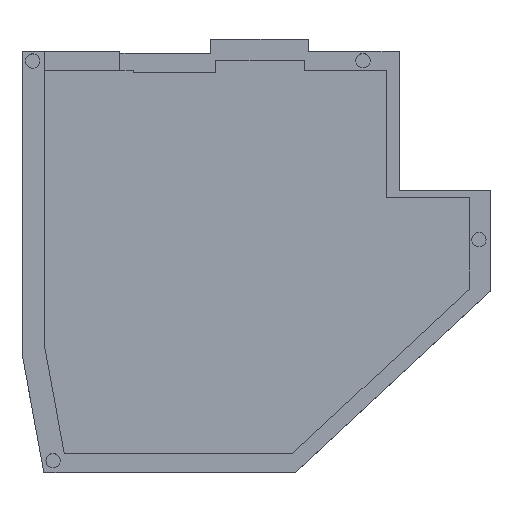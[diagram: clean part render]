
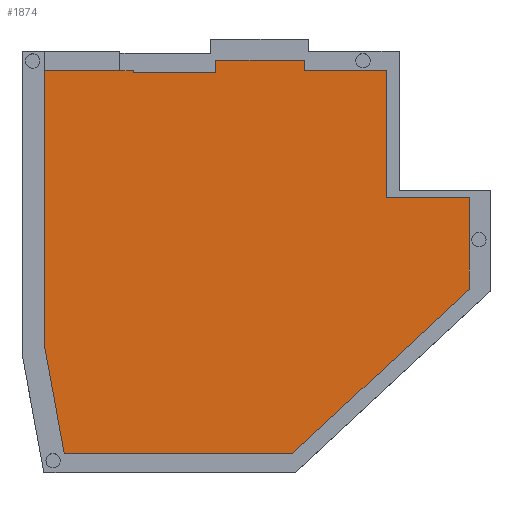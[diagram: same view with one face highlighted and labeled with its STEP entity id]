
A CAD part, top view. The second image highlights one B-rep face of the part: STEP entity #1874.
In plain terms, the highlighted planar face has unit normal (0, 0, 1).
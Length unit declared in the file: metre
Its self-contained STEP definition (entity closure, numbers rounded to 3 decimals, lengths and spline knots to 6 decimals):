
#108=LINE('',#2661,#362);
#113=LINE('',#2670,#367);
#219=LINE('',#2881,#473);
#222=LINE('',#2887,#476);
#224=LINE('',#2891,#478);
#226=LINE('',#2895,#480);
#228=LINE('',#2899,#482);
#230=LINE('',#2903,#484);
#232=LINE('',#2907,#486);
#234=LINE('',#2911,#488);
#236=LINE('',#2915,#490);
#238=LINE('',#2919,#492);
#239=LINE('',#2921,#493);
#241=LINE('',#2925,#495);
#243=LINE('',#2929,#497);
#245=LINE('',#2933,#499);
#247=LINE('',#2937,#501);
#249=LINE('',#2941,#503);
#251=LINE('',#2945,#505);
#253=LINE('',#2949,#507);
#255=LINE('',#2953,#509);
#257=LINE('',#2957,#511);
#259=LINE('',#2961,#513);
#261=LINE('',#2965,#515);
#263=LINE('',#2969,#517);
#265=LINE('',#2973,#519);
#362=VECTOR('',#2115,1.);
#367=VECTOR('',#2122,1.);
#473=VECTOR('',#2334,1.);
#476=VECTOR('',#2339,1.);
#478=VECTOR('',#2343,1.);
#480=VECTOR('',#2347,1.);
#482=VECTOR('',#2351,1.);
#484=VECTOR('',#2355,1.);
#486=VECTOR('',#2359,1.);
#488=VECTOR('',#2363,1.);
#490=VECTOR('',#2367,1.);
#492=VECTOR('',#2371,1.);
#493=VECTOR('',#2374,1.);
#495=VECTOR('',#2378,1.);
#497=VECTOR('',#2382,1.);
#499=VECTOR('',#2386,1.);
#501=VECTOR('',#2390,1.);
#503=VECTOR('',#2394,1.);
#505=VECTOR('',#2398,1.);
#507=VECTOR('',#2402,1.);
#509=VECTOR('',#2406,1.);
#511=VECTOR('',#2410,1.);
#513=VECTOR('',#2414,1.);
#515=VECTOR('',#2418,1.);
#517=VECTOR('',#2422,1.);
#519=VECTOR('',#2426,1.);
#988=ORIENTED_EDGE('',*,*,#1255,.T.);
#989=ORIENTED_EDGE('',*,*,#1258,.T.);
#990=ORIENTED_EDGE('',*,*,#1260,.T.);
#991=ORIENTED_EDGE('',*,*,#1262,.T.);
#992=ORIENTED_EDGE('',*,*,#1264,.T.);
#993=ORIENTED_EDGE('',*,*,#1266,.T.);
#994=ORIENTED_EDGE('',*,*,#1268,.T.);
#995=ORIENTED_EDGE('',*,*,#1270,.T.);
#996=ORIENTED_EDGE('',*,*,#1272,.T.);
#997=ORIENTED_EDGE('',*,*,#1274,.T.);
#998=ORIENTED_EDGE('',*,*,#1144,.T.);
#999=ORIENTED_EDGE('',*,*,#1149,.T.);
#1000=ORIENTED_EDGE('',*,*,#1275,.T.);
#1001=ORIENTED_EDGE('',*,*,#1277,.T.);
#1002=ORIENTED_EDGE('',*,*,#1279,.T.);
#1003=ORIENTED_EDGE('',*,*,#1281,.T.);
#1004=ORIENTED_EDGE('',*,*,#1283,.T.);
#1005=ORIENTED_EDGE('',*,*,#1285,.T.);
#1006=ORIENTED_EDGE('',*,*,#1287,.T.);
#1007=ORIENTED_EDGE('',*,*,#1289,.T.);
#1008=ORIENTED_EDGE('',*,*,#1291,.T.);
#1009=ORIENTED_EDGE('',*,*,#1293,.T.);
#1010=ORIENTED_EDGE('',*,*,#1295,.T.);
#1011=ORIENTED_EDGE('',*,*,#1297,.T.);
#1012=ORIENTED_EDGE('',*,*,#1299,.T.);
#1013=ORIENTED_EDGE('',*,*,#1301,.T.);
#1144=EDGE_CURVE('',#1404,#1403,#108,.T.);
#1149=EDGE_CURVE('',#1403,#1406,#113,.T.);
#1255=EDGE_CURVE('',#1459,#1460,#219,.T.);
#1258=EDGE_CURVE('',#1460,#1461,#222,.T.);
#1260=EDGE_CURVE('',#1461,#1462,#224,.T.);
#1262=EDGE_CURVE('',#1462,#1463,#226,.T.);
#1264=EDGE_CURVE('',#1463,#1464,#228,.T.);
#1266=EDGE_CURVE('',#1464,#1465,#230,.T.);
#1268=EDGE_CURVE('',#1465,#1466,#232,.T.);
#1270=EDGE_CURVE('',#1466,#1467,#234,.T.);
#1272=EDGE_CURVE('',#1467,#1468,#236,.T.);
#1274=EDGE_CURVE('',#1468,#1404,#238,.T.);
#1275=EDGE_CURVE('',#1406,#1469,#239,.T.);
#1277=EDGE_CURVE('',#1469,#1470,#241,.T.);
#1279=EDGE_CURVE('',#1470,#1471,#243,.T.);
#1281=EDGE_CURVE('',#1471,#1472,#245,.T.);
#1283=EDGE_CURVE('',#1472,#1473,#247,.T.);
#1285=EDGE_CURVE('',#1473,#1474,#249,.T.);
#1287=EDGE_CURVE('',#1474,#1475,#251,.T.);
#1289=EDGE_CURVE('',#1475,#1476,#253,.T.);
#1291=EDGE_CURVE('',#1476,#1477,#255,.T.);
#1293=EDGE_CURVE('',#1477,#1478,#257,.T.);
#1295=EDGE_CURVE('',#1478,#1479,#259,.T.);
#1297=EDGE_CURVE('',#1479,#1480,#261,.T.);
#1299=EDGE_CURVE('',#1480,#1481,#263,.T.);
#1301=EDGE_CURVE('',#1481,#1459,#265,.T.);
#1403=VERTEX_POINT('',#2660);
#1404=VERTEX_POINT('',#2662);
#1406=VERTEX_POINT('',#2669);
#1459=VERTEX_POINT('',#2882);
#1460=VERTEX_POINT('',#2883);
#1461=VERTEX_POINT('',#2888);
#1462=VERTEX_POINT('',#2892);
#1463=VERTEX_POINT('',#2896);
#1464=VERTEX_POINT('',#2900);
#1465=VERTEX_POINT('',#2904);
#1466=VERTEX_POINT('',#2908);
#1467=VERTEX_POINT('',#2912);
#1468=VERTEX_POINT('',#2916);
#1469=VERTEX_POINT('',#2922);
#1470=VERTEX_POINT('',#2926);
#1471=VERTEX_POINT('',#2930);
#1472=VERTEX_POINT('',#2934);
#1473=VERTEX_POINT('',#2938);
#1474=VERTEX_POINT('',#2942);
#1475=VERTEX_POINT('',#2946);
#1476=VERTEX_POINT('',#2950);
#1477=VERTEX_POINT('',#2954);
#1478=VERTEX_POINT('',#2958);
#1479=VERTEX_POINT('',#2962);
#1480=VERTEX_POINT('',#2966);
#1481=VERTEX_POINT('',#2970);
#1581=EDGE_LOOP('',(#988,#989,#990,#991,#992,#993,#994,#995,#996,#997,#998,
#999,#1000,#1001,#1002,#1003,#1004,#1005,#1006,#1007,#1008,#1009,#1010,
#1011,#1012,#1013));
#1684=FACE_BOUND('',#1581,.T.);
#1783=PLANE('',#1986);
#1874=ADVANCED_FACE('',(#1684),#1783,.T.);
#1986=AXIS2_PLACEMENT_3D('',#2974,#2427,#2428);
#2115=DIRECTION('',(-1.,0.,0.));
#2122=DIRECTION('',(0.,-1.,0.));
#2334=DIRECTION('',(-1.,0.,0.));
#2339=DIRECTION('',(0.,-1.,0.));
#2343=DIRECTION('',(-0.195,-0.981,0.));
#2347=DIRECTION('',(-0.707,-0.707,0.));
#2351=DIRECTION('',(-0.981,-0.195,0.));
#2355=DIRECTION('',(-1.,0.,0.));
#2359=DIRECTION('',(-0.981,0.195,0.));
#2363=DIRECTION('',(-0.707,0.707,0.));
#2367=DIRECTION('',(-0.195,0.981,0.));
#2371=DIRECTION('',(0.,1.,0.));
#2374=DIRECTION('',(0.181,-0.983,0.));
#2378=DIRECTION('',(1.,0.,0.));
#2382=DIRECTION('',(0.733,0.681,0.));
#2386=DIRECTION('',(0.,1.,0.));
#2390=DIRECTION('',(-1.,0.,0.));
#2394=DIRECTION('',(-0.981,0.195,0.));
#2398=DIRECTION('',(-0.707,0.707,0.));
#2402=DIRECTION('',(-0.195,0.981,0.));
#2406=DIRECTION('',(0.,1.,0.));
#2410=DIRECTION('',(-1.,0.,0.));
#2414=DIRECTION('',(-0.981,0.195,0.));
#2418=DIRECTION('',(-0.707,0.707,0.));
#2422=DIRECTION('',(-0.195,0.981,0.));
#2426=DIRECTION('',(0.,1.,0.));
#2427=DIRECTION('',(0.,0.,1.));
#2428=DIRECTION('',(1.,0.,0.));
#2660=CARTESIAN_POINT('',(-0.050225,0.043975,0.003));
#2661=CARTESIAN_POINT('',(-0.03975,0.043975,0.003));
#2662=CARTESIAN_POINT('',(-0.029275,0.043975,0.003));
#2669=CARTESIAN_POINT('',(-0.050225,-0.020998,0.003));
#2670=CARTESIAN_POINT('',(-0.050225,0.011489,0.003));
#2881=CARTESIAN_POINT('',(0.00075,0.046475,0.003));
#2882=CARTESIAN_POINT('',(0.011225,0.046475,0.003));
#2883=CARTESIAN_POINT('',(-0.009725,0.046475,0.003));
#2887=CARTESIAN_POINT('',(-0.009725,0.044988,0.003));
#2888=CARTESIAN_POINT('',(-0.009725,0.0435,0.003));
#2891=CARTESIAN_POINT('',(-0.009726,0.043495,0.003));
#2892=CARTESIAN_POINT('',(-0.009727,0.04349,0.003));
#2895=CARTESIAN_POINT('',(-0.009734,0.043484,0.003));
#2896=CARTESIAN_POINT('',(-0.00974,0.043477,0.003));
#2899=CARTESIAN_POINT('',(-0.009745,0.043476,0.003));
#2900=CARTESIAN_POINT('',(-0.00975,0.043475,0.003));
#2903=CARTESIAN_POINT('',(-0.0195,0.043475,0.003));
#2904=CARTESIAN_POINT('',(-0.02925,0.043475,0.003));
#2907=CARTESIAN_POINT('',(-0.029255,0.043476,0.003));
#2908=CARTESIAN_POINT('',(-0.02926,0.043477,0.003));
#2911=CARTESIAN_POINT('',(-0.029266,0.043484,0.003));
#2912=CARTESIAN_POINT('',(-0.029273,0.04349,0.003));
#2915=CARTESIAN_POINT('',(-0.029274,0.043495,0.003));
#2916=CARTESIAN_POINT('',(-0.029275,0.0435,0.003));
#2919=CARTESIAN_POINT('',(-0.029275,0.043738,0.003));
#2921=CARTESIAN_POINT('',(-0.047878,-0.033736,0.003));
#2922=CARTESIAN_POINT('',(-0.045532,-0.046475,0.003));
#2925=CARTESIAN_POINT('',(-0.018534,-0.046475,0.003));
#2926=CARTESIAN_POINT('',(0.008463,-0.046475,0.003));
#2929=CARTESIAN_POINT('',(0.029344,-0.02707,0.003));
#2930=CARTESIAN_POINT('',(0.050225,-0.007666,0.003));
#2933=CARTESIAN_POINT('',(0.050225,-0.007333,0.003));
#2934=CARTESIAN_POINT('',(0.050225,0.013975,0.003));
#2937=CARTESIAN_POINT('',(0.040488,0.013975,0.003));
#2938=CARTESIAN_POINT('',(0.03075,0.013975,0.003));
#2941=CARTESIAN_POINT('',(0.030745,0.013976,0.003));
#2942=CARTESIAN_POINT('',(0.03074,0.013977,0.003));
#2945=CARTESIAN_POINT('',(0.030734,0.013984,0.003));
#2946=CARTESIAN_POINT('',(0.030727,0.01399,0.003));
#2949=CARTESIAN_POINT('',(0.030726,0.013995,0.003));
#2950=CARTESIAN_POINT('',(0.030725,0.014,0.003));
#2953=CARTESIAN_POINT('',(0.030725,0.028988,0.003));
#2954=CARTESIAN_POINT('',(0.030725,0.043975,0.003));
#2957=CARTESIAN_POINT('',(0.020988,0.043975,0.003));
#2958=CARTESIAN_POINT('',(0.01125,0.043975,0.003));
#2961=CARTESIAN_POINT('',(0.011245,0.043976,0.003));
#2962=CARTESIAN_POINT('',(0.01124,0.043977,0.003));
#2965=CARTESIAN_POINT('',(0.011234,0.043984,0.003));
#2966=CARTESIAN_POINT('',(0.011227,0.04399,0.003));
#2969=CARTESIAN_POINT('',(0.011226,0.043995,0.003));
#2970=CARTESIAN_POINT('',(0.011225,0.044,0.003));
#2973=CARTESIAN_POINT('',(0.011225,0.045238,0.003));
#2974=CARTESIAN_POINT('',(0.,0.,0.003));
